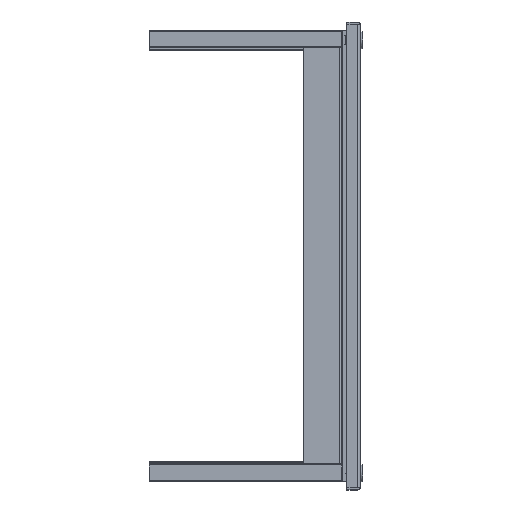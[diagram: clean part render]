
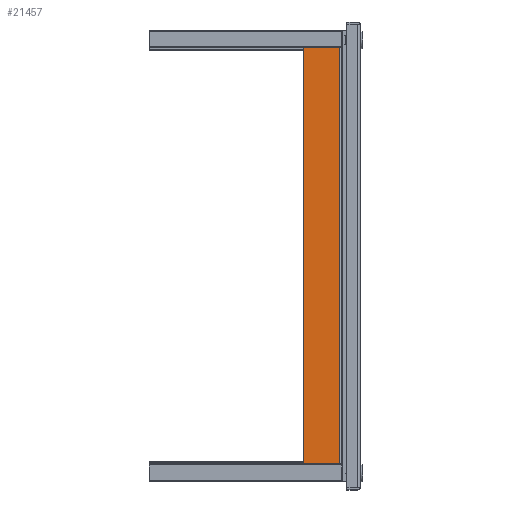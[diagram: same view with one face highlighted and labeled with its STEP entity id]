
A CAD part, top view. The second image highlights one B-rep face of the part: STEP entity #21457.
In plain terms, the highlighted face is planar.
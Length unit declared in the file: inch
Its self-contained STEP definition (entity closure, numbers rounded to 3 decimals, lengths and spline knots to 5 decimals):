
#750 = EDGE_CURVE ( 'NONE', #1059, #28340, #21904, .T. ) ;
#817 = VERTEX_POINT ( 'NONE', #29205 ) ;
#1059 = VERTEX_POINT ( 'NONE', #15041 ) ;
#1556 = CARTESIAN_POINT ( 'NONE',  ( -4.137, -6.599, -9.844 ) ) ;
#1639 = CARTESIAN_POINT ( 'NONE',  ( -4.137, -6.599, 9.844 ) ) ;
#1806 = CIRCLE ( 'NONE', #2439, 0.156 ) ;
#2058 = ORIENTED_EDGE ( 'NONE', *, *, #16507, .T. ) ;
#2110 = CARTESIAN_POINT ( 'NONE',  ( -4.137, -7.537, -10.156 ) ) ;
#2439 = AXIS2_PLACEMENT_3D ( 'NONE', #21963, #5386, #24310 ) ;
#2801 = DIRECTION ( 'NONE',  ( 0., 0., -1. ) ) ;
#3249 = EDGE_CURVE ( 'NONE', #5047, #8206, #28195, .T. ) ;
#4338 = DIRECTION ( 'NONE',  ( 0., 1., 0. ) ) ;
#4354 = CARTESIAN_POINT ( 'NONE',  ( -4.137, -7.537, -9.844 ) ) ;
#4717 = EDGE_CURVE ( 'NONE', #22419, #1059, #24618, .T. ) ;
#4738 = CARTESIAN_POINT ( 'NONE',  ( -4.137, -6.193, 9.844 ) ) ;
#4893 = EDGE_LOOP ( 'NONE', ( #21307, #24667, #13619, #9395 ) ) ;
#5047 = VERTEX_POINT ( 'NONE', #1556 ) ;
#5386 = DIRECTION ( 'NONE',  ( 1., 0., 0. ) ) ;
#5452 = CARTESIAN_POINT ( 'NONE',  ( -4.137, -6.193, -10.5 ) ) ;
#5743 = CARTESIAN_POINT ( 'NONE',  ( -4.137, -7.537, -10. ) ) ;
#5845 = DIRECTION ( 'NONE',  ( 0., 0., 1. ) ) ;
#5987 = ORIENTED_EDGE ( 'NONE', *, *, #9624, .T. ) ;
#6124 = VECTOR ( 'NONE', #14990, 39.37008 ) ;
#6683 = VERTEX_POINT ( 'NONE', #18383 ) ;
#6687 = EDGE_CURVE ( 'NONE', #28340, #9008, #7025, .T. ) ;
#7025 = LINE ( 'NONE', #4738, #24113 ) ;
#7950 = EDGE_CURVE ( 'NONE', #817, #21592, #9417, .T. ) ;
#8045 = CARTESIAN_POINT ( 'NONE',  ( -4.137, -6.193, -9.844 ) ) ;
#8206 = VERTEX_POINT ( 'NONE', #4354 ) ;
#8318 = DIRECTION ( 'NONE',  ( 1., 0., 0. ) ) ;
#8339 = ORIENTED_EDGE ( 'NONE', *, *, #7950, .T. ) ;
#8553 = AXIS2_PLACEMENT_3D ( 'NONE', #5452, #23947, #2801 ) ;
#9008 = VERTEX_POINT ( 'NONE', #1639 ) ;
#9395 = ORIENTED_EDGE ( 'NONE', *, *, #11843, .T. ) ;
#9417 = LINE ( 'NONE', #15181, #12658 ) ;
#9624 = EDGE_CURVE ( 'NONE', #21592, #24514, #26822, .T. ) ;
#9808 = CARTESIAN_POINT ( 'NONE',  ( -4.137, -7.835, 10.5 ) ) ;
#10270 = DIRECTION ( 'NONE',  ( 0., -1., 0. ) ) ;
#11030 = EDGE_CURVE ( 'NONE', #19408, #17951, #17988, .T. ) ;
#11781 = EDGE_LOOP ( 'NONE', ( #21239, #23624, #25720, #24768 ) ) ;
#11843 = EDGE_CURVE ( 'NONE', #8206, #19408, #26643, .T. ) ;
#12366 = EDGE_CURVE ( 'NONE', #17951, #5047, #1806, .T. ) ;
#12658 = VECTOR ( 'NONE', #16355, 39.37008 ) ;
#13619 = ORIENTED_EDGE ( 'NONE', *, *, #3249, .T. ) ;
#13829 = EDGE_CURVE ( 'NONE', #6683, #817, #23927, .T. ) ;
#13830 = CARTESIAN_POINT ( 'NONE',  ( -4.137, -6.193, 10.5 ) ) ;
#14790 = VECTOR ( 'NONE', #17186, 39.37008 ) ;
#14990 = DIRECTION ( 'NONE',  ( 0., -1., 0. ) ) ;
#15041 = CARTESIAN_POINT ( 'NONE',  ( -4.137, -7.537, 10.156 ) ) ;
#15077 = AXIS2_PLACEMENT_3D ( 'NONE', #5743, #26718, #5845 ) ;
#15181 = CARTESIAN_POINT ( 'NONE',  ( -4.137, -7.835, -10.5 ) ) ;
#15281 = CIRCLE ( 'NONE', #16913, 0.156 ) ;
#15289 = AXIS2_PLACEMENT_3D ( 'NONE', #15426, #8318, #22555 ) ;
#15297 = CARTESIAN_POINT ( 'NONE',  ( -4.137, -6.193, 10.156 ) ) ;
#15426 = CARTESIAN_POINT ( 'NONE',  ( -4.137, -7.537, 10. ) ) ;
#15481 = CARTESIAN_POINT ( 'NONE',  ( -4.137, -6.599, 10. ) ) ;
#15496 = VECTOR ( 'NONE', #4338, 39.37008 ) ;
#16206 = DIRECTION ( 'NONE',  ( 0., 1., 0. ) ) ;
#16355 = DIRECTION ( 'NONE',  ( 0., 0., 1. ) ) ;
#16507 = EDGE_CURVE ( 'NONE', #24514, #6683, #17367, .T. ) ;
#16741 = CARTESIAN_POINT ( 'NONE',  ( -4.137, -6.193, -10.156 ) ) ;
#16913 = AXIS2_PLACEMENT_3D ( 'NONE', #15481, #17627, #27036 ) ;
#17186 = DIRECTION ( 'NONE',  ( 0., 0., -1. ) ) ;
#17367 = LINE ( 'NONE', #23798, #14790 ) ;
#17627 = DIRECTION ( 'NONE',  ( 1., 0., 0. ) ) ;
#17657 = DIRECTION ( 'NONE',  ( 0., -1., 0. ) ) ;
#17680 = VECTOR ( 'NONE', #17657, 39.37008 ) ;
#17951 = VERTEX_POINT ( 'NONE', #20004 ) ;
#17988 = LINE ( 'NONE', #16741, #29656 ) ;
#17998 = EDGE_LOOP ( 'NONE', ( #20529, #8339, #5987, #2058 ) ) ;
#18383 = CARTESIAN_POINT ( 'NONE',  ( -4.137, -6.193, -10.5 ) ) ;
#19408 = VERTEX_POINT ( 'NONE', #2110 ) ;
#20004 = CARTESIAN_POINT ( 'NONE',  ( -4.137, -6.599, -10.156 ) ) ;
#20529 = ORIENTED_EDGE ( 'NONE', *, *, #13829, .T. ) ;
#21239 = ORIENTED_EDGE ( 'NONE', *, *, #27771, .T. ) ;
#21307 = ORIENTED_EDGE ( 'NONE', *, *, #11030, .T. ) ;
#21457 = ADVANCED_FACE ( 'NONE', ( #24715, #22503, #26179 ), #27970, .T. ) ;
#21592 = VERTEX_POINT ( 'NONE', #9808 ) ;
#21802 = CARTESIAN_POINT ( 'NONE',  ( -4.137, -6.599, 10.156 ) ) ;
#21904 = CIRCLE ( 'NONE', #15289, 0.156 ) ;
#21963 = CARTESIAN_POINT ( 'NONE',  ( -4.137, -6.599, -10. ) ) ;
#22419 = VERTEX_POINT ( 'NONE', #21802 ) ;
#22503 = FACE_BOUND ( 'NONE', #4893, .T. ) ;
#22555 = DIRECTION ( 'NONE',  ( 0., 0., 1. ) ) ;
#23624 = ORIENTED_EDGE ( 'NONE', *, *, #4717, .T. ) ;
#23798 = CARTESIAN_POINT ( 'NONE',  ( -4.137, -6.193, -10.5 ) ) ;
#23927 = LINE ( 'NONE', #26868, #6124 ) ;
#23947 = DIRECTION ( 'NONE',  ( -1., 0., 0. ) ) ;
#24113 = VECTOR ( 'NONE', #16206, 39.37008 ) ;
#24211 = CARTESIAN_POINT ( 'NONE',  ( -4.137, -7.537, 9.844 ) ) ;
#24310 = DIRECTION ( 'NONE',  ( 0., 0., 1. ) ) ;
#24514 = VERTEX_POINT ( 'NONE', #27255 ) ;
#24618 = LINE ( 'NONE', #15297, #17680 ) ;
#24667 = ORIENTED_EDGE ( 'NONE', *, *, #12366, .T. ) ;
#24715 = FACE_OUTER_BOUND ( 'NONE', #17998, .T. ) ;
#24768 = ORIENTED_EDGE ( 'NONE', *, *, #6687, .T. ) ;
#25635 = VECTOR ( 'NONE', #10270, 39.37008 ) ;
#25720 = ORIENTED_EDGE ( 'NONE', *, *, #750, .T. ) ;
#26179 = FACE_BOUND ( 'NONE', #11781, .T. ) ;
#26224 = DIRECTION ( 'NONE',  ( 0., 1., 0. ) ) ;
#26643 = CIRCLE ( 'NONE', #15077, 0.156 ) ;
#26718 = DIRECTION ( 'NONE',  ( 1., 0., 0. ) ) ;
#26822 = LINE ( 'NONE', #13830, #15496 ) ;
#26868 = CARTESIAN_POINT ( 'NONE',  ( -4.137, -6.193, -10.5 ) ) ;
#27036 = DIRECTION ( 'NONE',  ( 0., 0., 1. ) ) ;
#27255 = CARTESIAN_POINT ( 'NONE',  ( -4.137, -6.193, 10.5 ) ) ;
#27771 = EDGE_CURVE ( 'NONE', #9008, #22419, #15281, .T. ) ;
#27970 = PLANE ( 'NONE',  #8553 ) ;
#28195 = LINE ( 'NONE', #8045, #25635 ) ;
#28340 = VERTEX_POINT ( 'NONE', #24211 ) ;
#29205 = CARTESIAN_POINT ( 'NONE',  ( -4.137, -7.835, -10.5 ) ) ;
#29656 = VECTOR ( 'NONE', #26224, 39.37008 ) ;
